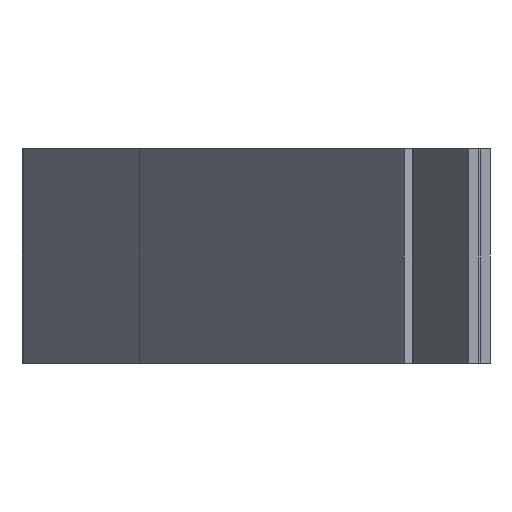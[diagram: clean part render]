
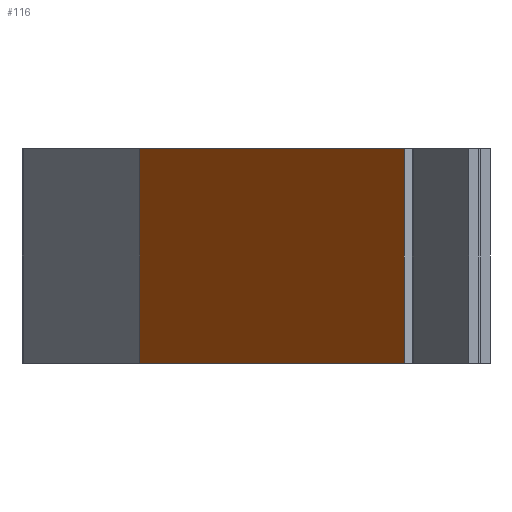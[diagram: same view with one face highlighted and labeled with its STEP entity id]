
A CAD part, front view. The second image highlights one B-rep face of the part: STEP entity #116.
In plain terms, the highlighted face is planar.
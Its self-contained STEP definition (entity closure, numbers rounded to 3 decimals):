
#38 = CARTESIAN_POINT ( 'NONE',  ( -2.5, 52.5, 0. ) ) ;
#40 = ORIENTED_EDGE ( 'NONE', *, *, #431, .F. ) ;
#72 = CARTESIAN_POINT ( 'NONE',  ( -2.5, -52.5, 0. ) ) ;
#97 = VERTEX_POINT ( 'NONE', #72 ) ;
#100 = DIRECTION ( 'NONE',  ( 0., -1., 0. ) ) ;
#104 = LINE ( 'NONE', #162, #274 ) ;
#116 = ADVANCED_FACE ( 'NONE', ( #208 ), #317, .F. ) ;
#133 = VERTEX_POINT ( 'NONE', #513 ) ;
#152 = VERTEX_POINT ( 'NONE', #565 ) ;
#153 = CARTESIAN_POINT ( 'NONE',  ( -2.5, -52.5, 50. ) ) ;
#157 = DIRECTION ( 'NONE',  ( 0., -1., 0. ) ) ;
#162 = CARTESIAN_POINT ( 'NONE',  ( -2.5, 52.5, 50. ) ) ;
#173 = AXIS2_PLACEMENT_3D ( 'NONE', #456, #578, #761 ) ;
#191 = EDGE_CURVE ( 'NONE', #133, #97, #275, .T. ) ;
#206 = EDGE_CURVE ( 'NONE', #152, #133, #104, .T. ) ;
#208 = FACE_OUTER_BOUND ( 'NONE', #401, .T. ) ;
#238 = CARTESIAN_POINT ( 'NONE',  ( -2.5, -52.5, 50. ) ) ;
#267 = EDGE_CURVE ( 'NONE', #152, #720, #476, .T. ) ;
#271 = CARTESIAN_POINT ( 'NONE',  ( -2.5, 52.5, 50. ) ) ;
#274 = VECTOR ( 'NONE', #721, 1000. ) ;
#275 = LINE ( 'NONE', #38, #414 ) ;
#317 = PLANE ( 'NONE',  #173 ) ;
#326 = VECTOR ( 'NONE', #676, 1000. ) ;
#401 = EDGE_LOOP ( 'NONE', ( #443, #40, #583, #768 ) ) ;
#414 = VECTOR ( 'NONE', #157, 1000. ) ;
#431 = EDGE_CURVE ( 'NONE', #720, #97, #792, .T. ) ;
#443 = ORIENTED_EDGE ( 'NONE', *, *, #191, .T. ) ;
#456 = CARTESIAN_POINT ( 'NONE',  ( -2.5, 52.5, 50. ) ) ;
#476 = LINE ( 'NONE', #271, #695 ) ;
#513 = CARTESIAN_POINT ( 'NONE',  ( -2.5, 52.5, 0. ) ) ;
#565 = CARTESIAN_POINT ( 'NONE',  ( -2.5, 52.5, 50. ) ) ;
#578 = DIRECTION ( 'NONE',  ( 1., 0., 0. ) ) ;
#583 = ORIENTED_EDGE ( 'NONE', *, *, #267, .F. ) ;
#676 = DIRECTION ( 'NONE',  ( 0., 0., -1. ) ) ;
#695 = VECTOR ( 'NONE', #100, 1000. ) ;
#720 = VERTEX_POINT ( 'NONE', #153 ) ;
#721 = DIRECTION ( 'NONE',  ( 0., 0., -1. ) ) ;
#761 = DIRECTION ( 'NONE',  ( 0., 1., 0. ) ) ;
#768 = ORIENTED_EDGE ( 'NONE', *, *, #206, .T. ) ;
#792 = LINE ( 'NONE', #238, #326 ) ;
